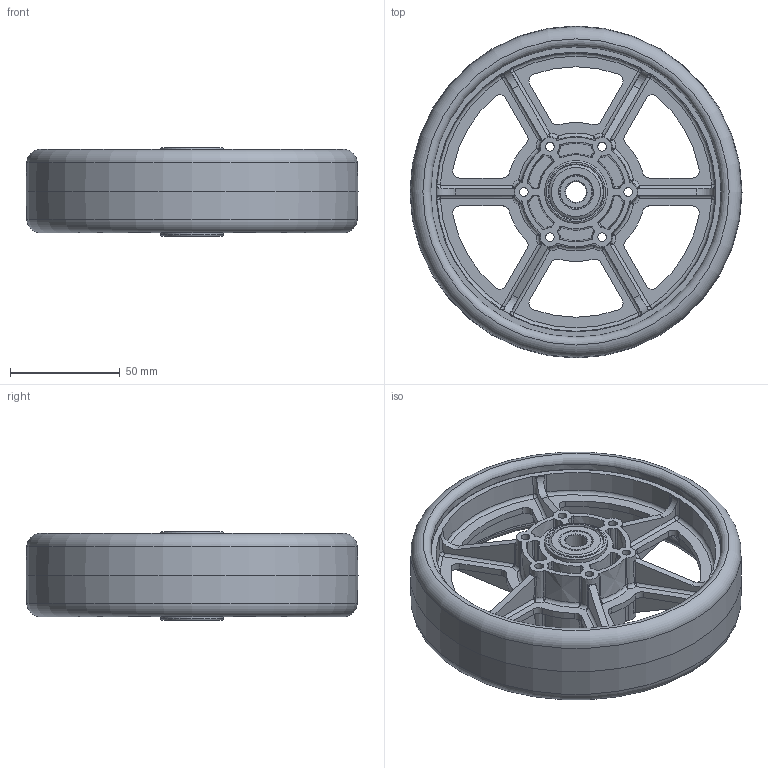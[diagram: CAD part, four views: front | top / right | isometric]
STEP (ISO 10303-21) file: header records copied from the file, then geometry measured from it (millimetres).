
FILE_DESCRIPTION((''),'2;1');
FILE_NAME('09 FIRST Wheel with bearings.stp','2009-01-03T09:25:48',('Mark'),(''),'Autodesk Inventor 2008','Autodesk Inventor 2008','');
FILE_SCHEMA(('AUTOMOTIVE_DESIGN { 1 0 10303 214 1 1 1 1 }'));
Length unit declared in the file: inch
Products named in the file (5): 09 FIRST Wheel with bearings; 09 FIRST Wheel; 6 wheel IIA; 6 wheel tread Wide 37A; 1614Z Bearing
Assembly tree (5 placements, depth 3):
  09 FIRST Wheel with bearings
    09 FIRST Wheel
      6 wheel IIA
      6 wheel tread Wide 37A
    1614Z Bearing  x2
Bounding box: 151.51 x 151.51 x 40.6 mm (x, y, z)
Volume: 251465.7 mm3; surface area: 112987.3 mm2
Topology: 4 solids, 4 shells, 2956 faces, 7137 edges, 4157 vertices
Faces by surface type: cylinder 1014, bspline 846, torus 492, plane 476, cone 104, sphere 24
Full cylindrical faces by diameter (mm): 3.967 x6, 9.525 x2, 24.435 x1, 28.575 x4, 132.588 x2
Entity records: 138822 total; most frequent: CARTESIAN_POINT 74793, ORIENTED_EDGE 14004, DIRECTION 13097, EDGE_CURVE 7002, AXIS2_PLACEMENT_3D 5518, VERTEX_POINT 4127, CIRCLE 3316, EDGE_LOOP 3021
